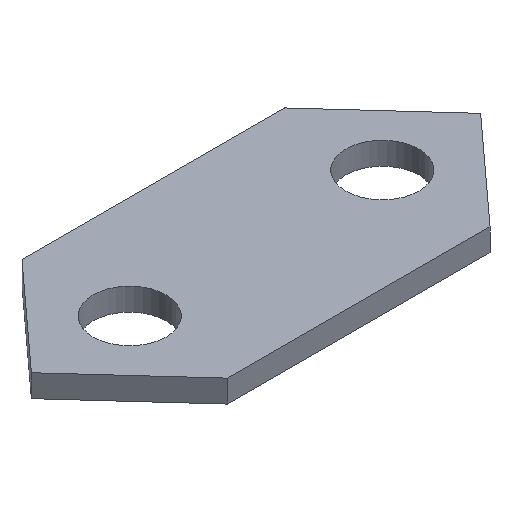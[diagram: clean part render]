
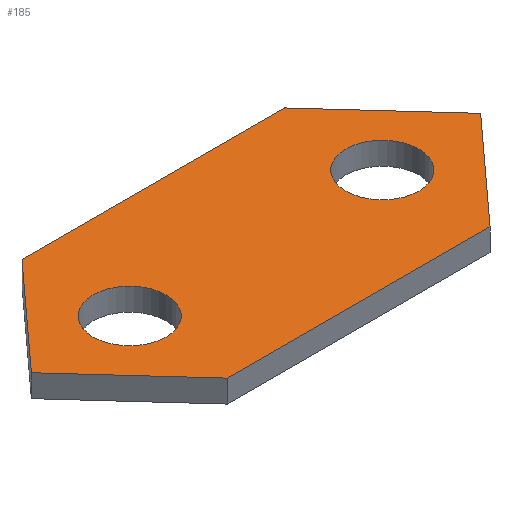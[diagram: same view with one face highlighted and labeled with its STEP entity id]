
A CAD part, isometric view. The second image highlights one B-rep face of the part: STEP entity #185.
In plain terms, the highlighted planar face has unit normal (0, 0, 1).
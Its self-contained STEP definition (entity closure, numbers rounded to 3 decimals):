
#17=FACE_BOUND('',#36,.T.);
#18=FACE_BOUND('',#37,.T.);
#21=CIRCLE('',#210,3.9);
#22=CIRCLE('',#211,3.9);
#25=FACE_OUTER_BOUND('',#35,.T.);
#35=EDGE_LOOP('',(#129,#130,#131,#132,#133,#134));
#36=EDGE_LOOP('',(#135));
#37=EDGE_LOOP('',(#136));
#49=LINE('',#277,#69);
#50=LINE('',#279,#70);
#51=LINE('',#281,#71);
#52=LINE('',#283,#72);
#53=LINE('',#285,#73);
#54=LINE('',#286,#74);
#69=VECTOR('',#227,10.);
#70=VECTOR('',#228,10.);
#71=VECTOR('',#229,10.);
#72=VECTOR('',#230,10.);
#73=VECTOR('',#231,10.);
#74=VECTOR('',#232,10.);
#89=VERTEX_POINT('',#275);
#90=VERTEX_POINT('',#276);
#91=VERTEX_POINT('',#278);
#92=VERTEX_POINT('',#280);
#93=VERTEX_POINT('',#282);
#94=VERTEX_POINT('',#284);
#95=VERTEX_POINT('',#287);
#96=VERTEX_POINT('',#289);
#105=EDGE_CURVE('',#89,#90,#49,.T.);
#106=EDGE_CURVE('',#90,#91,#50,.T.);
#107=EDGE_CURVE('',#91,#92,#51,.T.);
#108=EDGE_CURVE('',#92,#93,#52,.T.);
#109=EDGE_CURVE('',#93,#94,#53,.T.);
#110=EDGE_CURVE('',#94,#89,#54,.T.);
#111=EDGE_CURVE('',#95,#95,#21,.F.);
#112=EDGE_CURVE('',#96,#96,#22,.F.);
#129=ORIENTED_EDGE('',*,*,#105,.T.);
#130=ORIENTED_EDGE('',*,*,#106,.T.);
#131=ORIENTED_EDGE('',*,*,#107,.T.);
#132=ORIENTED_EDGE('',*,*,#108,.T.);
#133=ORIENTED_EDGE('',*,*,#109,.T.);
#134=ORIENTED_EDGE('',*,*,#110,.T.);
#135=ORIENTED_EDGE('',*,*,#111,.T.);
#136=ORIENTED_EDGE('',*,*,#112,.T.);
#177=PLANE('',#209);
#185=ADVANCED_FACE('',(#25,#17,#18),#177,.T.);
#209=AXIS2_PLACEMENT_3D('',#274,#225,#226);
#210=AXIS2_PLACEMENT_3D('',#288,#233,#234);
#211=AXIS2_PLACEMENT_3D('',#290,#235,#236);
#225=DIRECTION('center_axis',(0.,0.,1.));
#226=DIRECTION('ref_axis',(1.,0.,0.));
#227=DIRECTION('',(-0.673,-0.74,0.));
#228=DIRECTION('',(0.673,-0.74,0.));
#229=DIRECTION('',(1.,0.,0.));
#230=DIRECTION('',(0.673,0.74,0.));
#231=DIRECTION('',(-0.673,0.74,0.));
#232=DIRECTION('',(-1.,0.,0.));
#233=DIRECTION('center_axis',(0.,0.,1.));
#234=DIRECTION('ref_axis',(1.,0.,0.));
#235=DIRECTION('center_axis',(0.,0.,1.));
#236=DIRECTION('ref_axis',(1.,0.,0.));
#274=CARTESIAN_POINT('Origin',(0.,0.,2.4));
#275=CARTESIAN_POINT('',(-14.,11.,2.4));
#276=CARTESIAN_POINT('',(-24.,0.,2.4));
#277=CARTESIAN_POINT('',(-14.,11.,2.4));
#278=CARTESIAN_POINT('',(-14.,-11.,2.4));
#279=CARTESIAN_POINT('',(-24.,0.,2.4));
#280=CARTESIAN_POINT('',(14.,-11.,2.4));
#281=CARTESIAN_POINT('',(-14.,-11.,2.4));
#282=CARTESIAN_POINT('',(24.,0.,2.4));
#283=CARTESIAN_POINT('',(14.,-11.,2.4));
#284=CARTESIAN_POINT('',(14.,11.,2.4));
#285=CARTESIAN_POINT('',(24.,0.,2.4));
#286=CARTESIAN_POINT('',(14.,11.,2.4));
#287=CARTESIAN_POINT('',(-17.4,0.,2.4));
#288=CARTESIAN_POINT('Origin',(-13.5,0.,2.4));
#289=CARTESIAN_POINT('',(9.6,0.,2.4));
#290=CARTESIAN_POINT('Origin',(13.5,0.,2.4));
